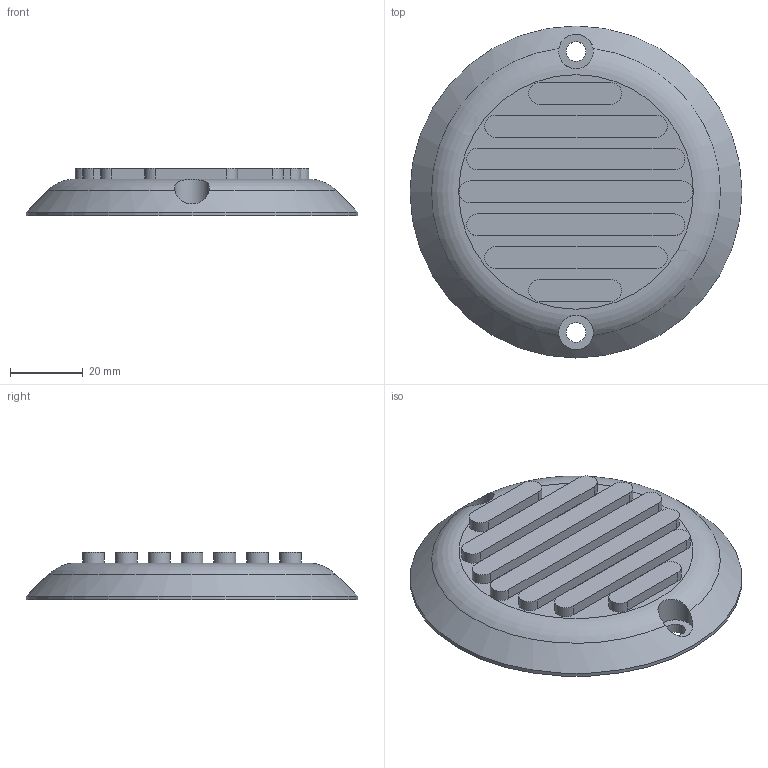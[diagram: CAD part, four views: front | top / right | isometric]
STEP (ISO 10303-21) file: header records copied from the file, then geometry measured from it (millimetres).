
FILE_DESCRIPTION(/* description */ (''),/* implementation_level */ '2;1');
FILE_NAME(/* name */ 'cache_gch_that_final.step',/* time_stamp */ '2020-11-08T22:37:05+01:00',/* author */ (''),/* organization */ (''),/* preprocessor_version */ 'ST-DEVELOPER v18.1',/* originating_system */ 'Autodesk Translation Framework v9.3.0.1241',/* authorisation */ '');
FILE_SCHEMA (('AUTOMOTIVE_DESIGN { 1 0 10303 214 3 1 1 }'));
Length unit declared in the file: millimetre
Products named in the file (1): cache_gch_that_final_v2
Bounding box: 91 x 91 x 13 mm (x, y, z)
Volume: 58743.9 mm3; surface area: 16520.5 mm2
Topology: 1 solids, 1 shells, 46 faces, 110 edges, 73 vertices
Faces by surface type: plane 25, cylinder 19, torus 1, cone 1
Full cylindrical faces by diameter (mm): 5.4 x2, 9.5 x2, 91 x1
Entity records: 1471 total; most frequent: CARTESIAN_POINT 324, DIRECTION 240, ORIENTED_EDGE 220, EDGE_CURVE 110, AXIS2_PLACEMENT_3D 89, VERTEX_POINT 73, LINE 62, VECTOR 62
